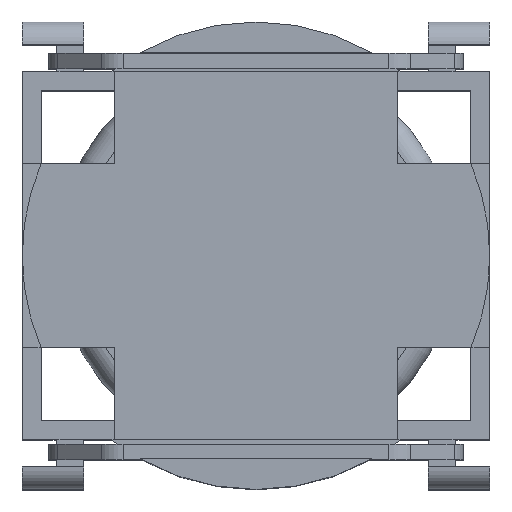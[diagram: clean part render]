
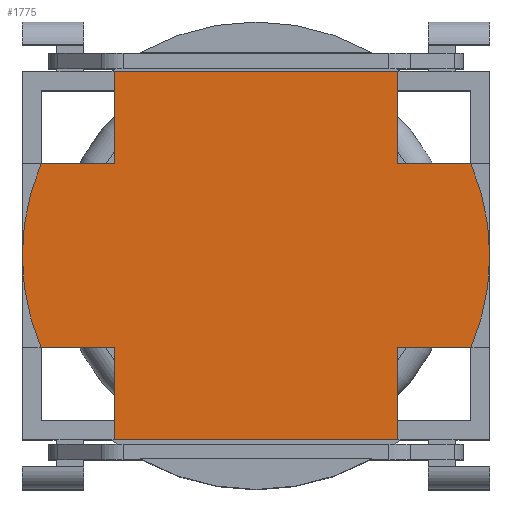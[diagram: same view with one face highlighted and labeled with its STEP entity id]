
A CAD part, top view. The second image highlights one B-rep face of the part: STEP entity #1775.
In plain terms, the highlighted planar face has unit normal (0, 0, 1).
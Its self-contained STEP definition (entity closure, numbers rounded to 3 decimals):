
#361 = VERTEX_POINT('',#362);
#362 = CARTESIAN_POINT('',(-7.62,0.,9.91));
#854 = VERTEX_POINT('',#855);
#855 = CARTESIAN_POINT('',(-4.62,3.,9.91));
#861 = EDGE_CURVE('',#862,#854,#864,.T.);
#862 = VERTEX_POINT('',#863);
#863 = CARTESIAN_POINT('',(-7.005,3.,9.91));
#864 = LINE('',#865,#866);
#865 = CARTESIAN_POINT('',(-7.62,3.,9.91));
#866 = VECTOR('',#867,1.);
#867 = DIRECTION('',(1.,0.,0.));
#893 = VERTEX_POINT('',#894);
#894 = CARTESIAN_POINT('',(-4.62,6.,9.91));
#900 = EDGE_CURVE('',#854,#893,#901,.T.);
#901 = LINE('',#902,#903);
#902 = CARTESIAN_POINT('',(-4.62,3.,9.91));
#903 = VECTOR('',#904,1.);
#904 = DIRECTION('',(0.,1.,0.));
#996 = EDGE_CURVE('',#862,#361,#997,.T.);
#997 = CIRCLE('',#998,7.62);
#998 = AXIS2_PLACEMENT_3D('',#999,#1000,#1001);
#999 = CARTESIAN_POINT('',(0.,0.,9.91));
#1000 = DIRECTION('',(0.,0.,1.));
#1001 = DIRECTION('',(1.,0.,0.));
#1173 = VERTEX_POINT('',#1174);
#1174 = CARTESIAN_POINT('',(4.62,6.,9.91));
#1180 = EDGE_CURVE('',#1181,#1173,#1183,.T.);
#1181 = VERTEX_POINT('',#1182);
#1182 = CARTESIAN_POINT('',(4.62,3.,9.91));
#1183 = LINE('',#1184,#1185);
#1184 = CARTESIAN_POINT('',(4.62,3.,9.91));
#1185 = VECTOR('',#1186,1.);
#1186 = DIRECTION('',(0.,1.,0.));
#1304 = VERTEX_POINT('',#1305);
#1305 = CARTESIAN_POINT('',(-7.005,-3.,9.91));
#1311 = EDGE_CURVE('',#1304,#1312,#1314,.T.);
#1312 = VERTEX_POINT('',#1313);
#1313 = CARTESIAN_POINT('',(-4.62,-3.,9.91));
#1314 = LINE('',#1315,#1316);
#1315 = CARTESIAN_POINT('',(-7.62,-3.,9.91));
#1316 = VECTOR('',#1317,1.);
#1317 = DIRECTION('',(1.,0.,0.));
#1633 = VERTEX_POINT('',#1634);
#1634 = CARTESIAN_POINT('',(7.62,0.,9.91));
#1775 = ADVANCED_FACE('',(#1776),#1850,.T.);
#1776 = FACE_BOUND('',#1777,.T.);
#1777 = EDGE_LOOP('',(#1778,#1784,#1785,#1786,#1787,#1794,#1795,#1803,
    #1811,#1819,#1827,#1834,#1843,#1849));
#1778 = ORIENTED_EDGE('',*,*,#1779,.F.);
#1779 = EDGE_CURVE('',#893,#1173,#1780,.T.);
#1780 = LINE('',#1781,#1782);
#1781 = CARTESIAN_POINT('',(-7.62,6.,9.91));
#1782 = VECTOR('',#1783,1.);
#1783 = DIRECTION('',(1.,0.,0.));
#1784 = ORIENTED_EDGE('',*,*,#900,.F.);
#1785 = ORIENTED_EDGE('',*,*,#861,.F.);
#1786 = ORIENTED_EDGE('',*,*,#996,.T.);
#1787 = ORIENTED_EDGE('',*,*,#1788,.T.);
#1788 = EDGE_CURVE('',#361,#1304,#1789,.T.);
#1789 = CIRCLE('',#1790,7.62);
#1790 = AXIS2_PLACEMENT_3D('',#1791,#1792,#1793);
#1791 = CARTESIAN_POINT('',(0.,0.,9.91));
#1792 = DIRECTION('',(0.,0.,1.));
#1793 = DIRECTION('',(1.,0.,0.));
#1794 = ORIENTED_EDGE('',*,*,#1311,.T.);
#1795 = ORIENTED_EDGE('',*,*,#1796,.F.);
#1796 = EDGE_CURVE('',#1797,#1312,#1799,.T.);
#1797 = VERTEX_POINT('',#1798);
#1798 = CARTESIAN_POINT('',(-4.62,-6.,9.91));
#1799 = LINE('',#1800,#1801);
#1800 = CARTESIAN_POINT('',(-4.62,-6.,9.91));
#1801 = VECTOR('',#1802,1.);
#1802 = DIRECTION('',(0.,1.,0.));
#1803 = ORIENTED_EDGE('',*,*,#1804,.F.);
#1804 = EDGE_CURVE('',#1805,#1797,#1807,.T.);
#1805 = VERTEX_POINT('',#1806);
#1806 = CARTESIAN_POINT('',(4.62,-6.,9.91));
#1807 = LINE('',#1808,#1809);
#1808 = CARTESIAN_POINT('',(7.62,-6.,9.91));
#1809 = VECTOR('',#1810,1.);
#1810 = DIRECTION('',(-1.,0.,0.));
#1811 = ORIENTED_EDGE('',*,*,#1812,.T.);
#1812 = EDGE_CURVE('',#1805,#1813,#1815,.T.);
#1813 = VERTEX_POINT('',#1814);
#1814 = CARTESIAN_POINT('',(4.62,-3.,9.91));
#1815 = LINE('',#1816,#1817);
#1816 = CARTESIAN_POINT('',(4.62,-6.,9.91));
#1817 = VECTOR('',#1818,1.);
#1818 = DIRECTION('',(0.,1.,0.));
#1819 = ORIENTED_EDGE('',*,*,#1820,.T.);
#1820 = EDGE_CURVE('',#1813,#1821,#1823,.T.);
#1821 = VERTEX_POINT('',#1822);
#1822 = CARTESIAN_POINT('',(7.005,-3.,9.91));
#1823 = LINE('',#1824,#1825);
#1824 = CARTESIAN_POINT('',(4.62,-3.,9.91));
#1825 = VECTOR('',#1826,1.);
#1826 = DIRECTION('',(1.,0.,0.));
#1827 = ORIENTED_EDGE('',*,*,#1828,.T.);
#1828 = EDGE_CURVE('',#1821,#1633,#1829,.T.);
#1829 = CIRCLE('',#1830,7.62);
#1830 = AXIS2_PLACEMENT_3D('',#1831,#1832,#1833);
#1831 = CARTESIAN_POINT('',(0.,0.,9.91));
#1832 = DIRECTION('',(0.,0.,1.));
#1833 = DIRECTION('',(1.,0.,0.));
#1834 = ORIENTED_EDGE('',*,*,#1835,.T.);
#1835 = EDGE_CURVE('',#1633,#1836,#1838,.T.);
#1836 = VERTEX_POINT('',#1837);
#1837 = CARTESIAN_POINT('',(7.005,3.,9.91));
#1838 = CIRCLE('',#1839,7.62);
#1839 = AXIS2_PLACEMENT_3D('',#1840,#1841,#1842);
#1840 = CARTESIAN_POINT('',(0.,0.,9.91));
#1841 = DIRECTION('',(0.,0.,1.));
#1842 = DIRECTION('',(1.,0.,0.));
#1843 = ORIENTED_EDGE('',*,*,#1844,.F.);
#1844 = EDGE_CURVE('',#1181,#1836,#1845,.T.);
#1845 = LINE('',#1846,#1847);
#1846 = CARTESIAN_POINT('',(4.62,3.,9.91));
#1847 = VECTOR('',#1848,1.);
#1848 = DIRECTION('',(1.,0.,0.));
#1849 = ORIENTED_EDGE('',*,*,#1180,.T.);
#1850 = PLANE('',#1851);
#1851 = AXIS2_PLACEMENT_3D('',#1852,#1853,#1854);
#1852 = CARTESIAN_POINT('',(0.,0.,9.91));
#1853 = DIRECTION('',(0.,0.,1.));
#1854 = DIRECTION('',(1.,0.,0.));
